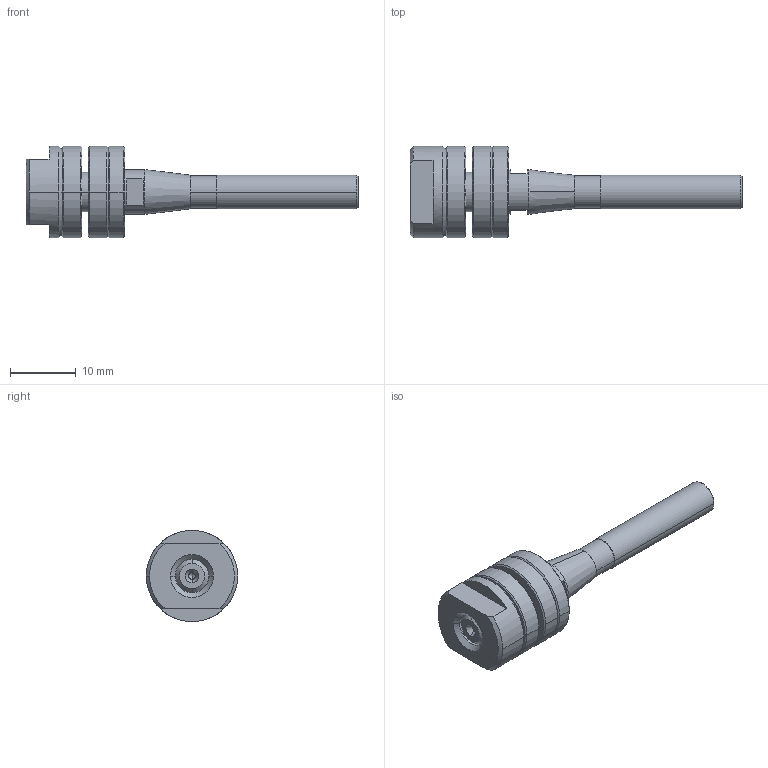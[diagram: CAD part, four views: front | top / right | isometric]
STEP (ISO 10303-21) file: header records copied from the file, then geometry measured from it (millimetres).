
FILE_DESCRIPTION (( 'STEP AP203' ), '1' );
FILE_NAME ('KCH-02 ƒ³6.0.STEP', '2018-09-26T04:11:06', ( '' ), ( '' ), 'SwSTEP 2.0', 'SolidWorks 2013', '' );
FILE_SCHEMA (( 'CONFIG_CONTROL_DESIGN' ));
Length unit declared in the file: millimetre
Products named in the file (1): KCH-02 Φ6.0
Bounding box: 50.5 x 13.9 x 13.9 mm (x, y, z)
Volume: 2771.8 mm3; surface area: 2709.9 mm2
Topology: 4 solids, 4 shells, 105 faces, 236 edges, 145 vertices
Faces by surface type: cone 47, cylinder 32, plane 26
Entity records: 3014 total; most frequent: DIRECTION 573, CARTESIAN_POINT 495, ORIENTED_EDGE 464, AXIS2_PLACEMENT_3D 239, EDGE_CURVE 232, VERTEX_POINT 145, CIRCLE 133, EDGE_LOOP 121
